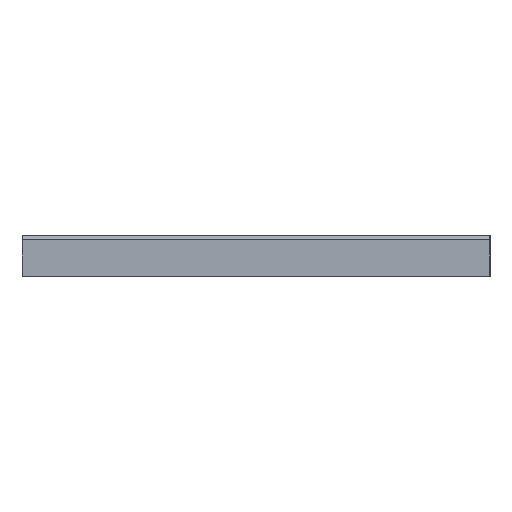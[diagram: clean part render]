
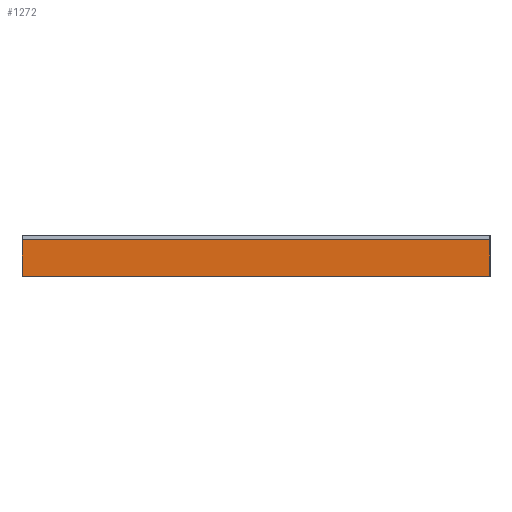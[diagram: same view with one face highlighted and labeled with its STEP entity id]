
A CAD part, left-side view. The second image highlights one B-rep face of the part: STEP entity #1272.
In plain terms, the highlighted planar face has unit normal (-1, 0, 0).
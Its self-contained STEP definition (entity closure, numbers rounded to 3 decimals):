
#221=PLANE('',#1431);
#297=FACE_OUTER_BOUND('',#387,.T.);
#387=EDGE_LOOP('',(#1104,#1105,#1106,#1107));
#504=LINE('',#2179,#580);
#507=LINE('',#2185,#583);
#509=LINE('',#2189,#585);
#510=LINE('',#2190,#586);
#580=VECTOR('',#1784,10.);
#583=VECTOR('',#1789,10.);
#585=VECTOR('',#1793,10.);
#586=VECTOR('',#1794,10.);
#695=VERTEX_POINT('',#2176);
#696=VERTEX_POINT('',#2178);
#698=VERTEX_POINT('',#2183);
#699=VERTEX_POINT('',#2188);
#848=EDGE_CURVE('',#695,#696,#504,.T.);
#851=EDGE_CURVE('',#698,#695,#507,.T.);
#853=EDGE_CURVE('',#698,#699,#509,.T.);
#854=EDGE_CURVE('',#696,#699,#510,.T.);
#1104=ORIENTED_EDGE('',*,*,#851,.F.);
#1105=ORIENTED_EDGE('',*,*,#853,.T.);
#1106=ORIENTED_EDGE('',*,*,#854,.F.);
#1107=ORIENTED_EDGE('',*,*,#848,.F.);
#1272=ADVANCED_FACE('',(#297),#221,.T.);
#1431=AXIS2_PLACEMENT_3D('',#2187,#1791,#1792);
#1784=DIRECTION('',(0.,0.,-1.));
#1789=DIRECTION('',(0.,-1.,0.));
#1791=DIRECTION('center_axis',(-1.,0.,0.));
#1792=DIRECTION('ref_axis',(0.,1.,0.));
#1793=DIRECTION('',(0.,0.,-1.));
#1794=DIRECTION('',(0.,1.,0.));
#2176=CARTESIAN_POINT('',(-135.,-115.,-2.));
#2178=CARTESIAN_POINT('',(-135.,-115.,-20.));
#2179=CARTESIAN_POINT('',(-135.,-115.,0.));
#2183=CARTESIAN_POINT('',(-135.,115.,-2.));
#2185=CARTESIAN_POINT('',(-135.,-57.5,-2.));
#2187=CARTESIAN_POINT('Origin',(-135.,-115.,0.));
#2188=CARTESIAN_POINT('',(-135.,115.,-20.));
#2189=CARTESIAN_POINT('',(-135.,115.,0.));
#2190=CARTESIAN_POINT('',(-135.,-115.,-20.));
